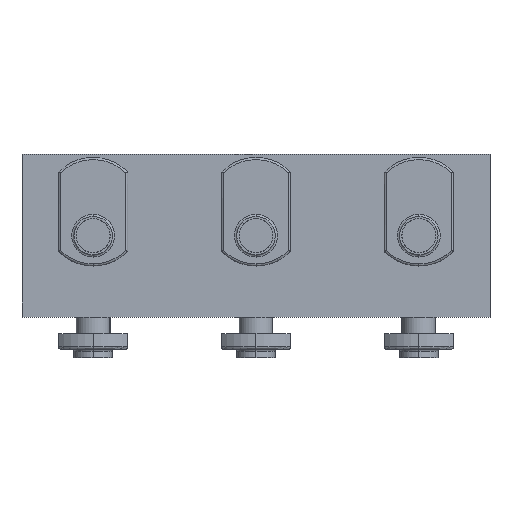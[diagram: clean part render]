
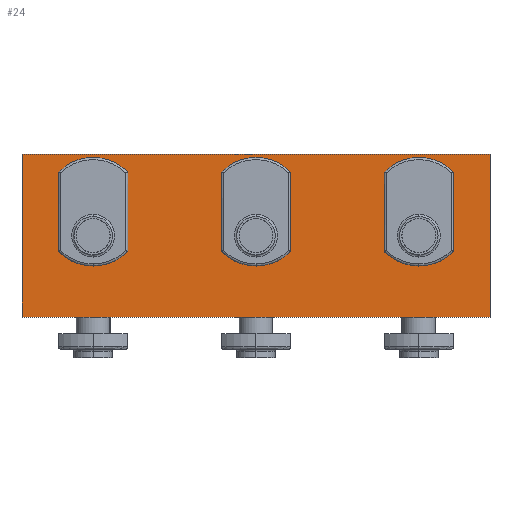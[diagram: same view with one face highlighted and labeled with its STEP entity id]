
A CAD part, front view. The second image highlights one B-rep face of the part: STEP entity #24.
In plain terms, the highlighted planar face has unit normal (0, -1, 0).
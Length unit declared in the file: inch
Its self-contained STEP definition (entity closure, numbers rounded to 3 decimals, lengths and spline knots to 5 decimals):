
#1 = ORIENTED_EDGE ( 'NONE', *, *, #2758, .F. ) ;
#20 = EDGE_LOOP ( 'NONE', ( #1, #2713 ) ) ;
#24 = ADVANCED_FACE ( 'NONE', ( #660, #661, #662, #663 ), #664, .T. ) ;
#161 = VERTEX_POINT ( 'NONE', #1657 ) ;
#167 = VERTEX_POINT ( 'NONE', #1683 ) ;
#182 = EDGE_CURVE ( 'NONE', #284, #161, #390, .T. ) ;
#186 = EDGE_CURVE ( 'NONE', #167, #2815, #409, .T. ) ;
#198 = VERTEX_POINT ( 'NONE', #476 ) ;
#215 = EDGE_CURVE ( 'NONE', #618, #198, #625, .T. ) ;
#260 = CARTESIAN_POINT ( 'NONE',  ( 2.155, 0., 1.5 ) ) ;
#284 = VERTEX_POINT ( 'NONE', #913 ) ;
#373 = LINE ( 'NONE', #374, #375 ) ;
#374 = CARTESIAN_POINT ( 'NONE',  ( 2.155, 0., 1.5 ) ) ;
#375 = VECTOR ( 'NONE', #376, 39.37008 ) ;
#376 = DIRECTION ( 'NONE',  ( 0., 0., -1. ) ) ;
#385 = CARTESIAN_POINT ( 'NONE',  ( -2.155, 0., 1.5 ) ) ;
#390 = CIRCLE ( 'NONE', #391, 0.164 ) ;
#391 = AXIS2_PLACEMENT_3D ( 'NONE', #392, #393, #394 ) ;
#392 = CARTESIAN_POINT ( 'NONE',  ( 0., 0., 0.75 ) ) ;
#393 = DIRECTION ( 'NONE',  ( 0., -1., 0. ) ) ;
#394 = DIRECTION ( 'NONE',  ( 0., 0., -1. ) ) ;
#409 = LINE ( 'NONE', #410, #411 ) ;
#410 = CARTESIAN_POINT ( 'NONE',  ( -2.155, 0., 0. ) ) ;
#411 = VECTOR ( 'NONE', #412, 39.37008 ) ;
#412 = DIRECTION ( 'NONE',  ( 1., 0., 0. ) ) ;
#476 = CARTESIAN_POINT ( 'NONE',  ( 1.5, 0., 0.586 ) ) ;
#478 = CIRCLE ( 'NONE', #479, 0.164 ) ;
#479 = AXIS2_PLACEMENT_3D ( 'NONE', #480, #481, #482 ) ;
#480 = CARTESIAN_POINT ( 'NONE',  ( -1.5, 0., 0.75 ) ) ;
#481 = DIRECTION ( 'NONE',  ( 0., -1., 0. ) ) ;
#482 = DIRECTION ( 'NONE',  ( 0., 0., -1. ) ) ;
#513 = EDGE_CURVE ( 'NONE', #2637, #1349, #1047, .T. ) ;
#573 = CARTESIAN_POINT ( 'NONE',  ( 2.155, 0., 0. ) ) ;
#618 = VERTEX_POINT ( 'NONE', #1111 ) ;
#624 = CARTESIAN_POINT ( 'NONE',  ( -1.5, 0., 0.914 ) ) ;
#625 = CIRCLE ( 'NONE', #626, 0.164 ) ;
#626 = AXIS2_PLACEMENT_3D ( 'NONE', #627, #628, #629 ) ;
#627 = CARTESIAN_POINT ( 'NONE',  ( 1.5, 0., 0.75 ) ) ;
#628 = DIRECTION ( 'NONE',  ( 0., -1., 0. ) ) ;
#629 = DIRECTION ( 'NONE',  ( 0., 0., -1. ) ) ;
#660 = FACE_BOUND ( 'NONE', #20, .T. ) ;
#661 = FACE_BOUND ( 'NONE', #2700, .T. ) ;
#662 = FACE_OUTER_BOUND ( 'NONE', #2541, .T. ) ;
#663 = FACE_BOUND ( 'NONE', #2428, .T. ) ;
#664 = PLANE ( 'NONE',  #665 ) ;
#665 = AXIS2_PLACEMENT_3D ( 'NONE', #666, #667, #668 ) ;
#666 = CARTESIAN_POINT ( 'NONE',  ( -2.155, 0., 1.5 ) ) ;
#667 = DIRECTION ( 'NONE',  ( 0., -1., 0. ) ) ;
#668 = DIRECTION ( 'NONE',  ( 0., 0., -1. ) ) ;
#869 = ORIENTED_EDGE ( 'NONE', *, *, #513, .F. ) ;
#913 = CARTESIAN_POINT ( 'NONE',  ( 0., 0., 0.914 ) ) ;
#1042 = CIRCLE ( 'NONE', #1043, 0.164 ) ;
#1043 = AXIS2_PLACEMENT_3D ( 'NONE', #1044, #1045, #1046 ) ;
#1044 = CARTESIAN_POINT ( 'NONE',  ( 1.5, 0., 0.75 ) ) ;
#1045 = DIRECTION ( 'NONE',  ( 0., -1., 0. ) ) ;
#1046 = DIRECTION ( 'NONE',  ( 0., 0., -1. ) ) ;
#1047 = LINE ( 'NONE', #1048, #1049 ) ;
#1048 = CARTESIAN_POINT ( 'NONE',  ( -2.155, 0., 1.5 ) ) ;
#1049 = VECTOR ( 'NONE', #1050, 39.37008 ) ;
#1050 = DIRECTION ( 'NONE',  ( 1., 0., 0. ) ) ;
#1111 = CARTESIAN_POINT ( 'NONE',  ( 1.5, 0., 0.914 ) ) ;
#1249 = LINE ( 'NONE', #1250, #1251 ) ;
#1250 = CARTESIAN_POINT ( 'NONE',  ( -2.155, 0., 1.5 ) ) ;
#1251 = VECTOR ( 'NONE', #1252, 39.37008 ) ;
#1252 = DIRECTION ( 'NONE',  ( 0., 0., -1. ) ) ;
#1349 = VERTEX_POINT ( 'NONE', #260 ) ;
#1361 = CIRCLE ( 'NONE', #1362, 0.164 ) ;
#1362 = AXIS2_PLACEMENT_3D ( 'NONE', #1363, #1364, #1365 ) ;
#1363 = CARTESIAN_POINT ( 'NONE',  ( 0., 0., 0.75 ) ) ;
#1364 = DIRECTION ( 'NONE',  ( 0., -1., 0. ) ) ;
#1365 = DIRECTION ( 'NONE',  ( 0., 0., -1. ) ) ;
#1376 = CARTESIAN_POINT ( 'NONE',  ( -1.5, 0., 0.586 ) ) ;
#1535 = CIRCLE ( 'NONE', #1536, 0.164 ) ;
#1536 = AXIS2_PLACEMENT_3D ( 'NONE', #1537, #1538, #1539 ) ;
#1537 = CARTESIAN_POINT ( 'NONE',  ( -1.5, 0., 0.75 ) ) ;
#1538 = DIRECTION ( 'NONE',  ( 0., -1., 0. ) ) ;
#1539 = DIRECTION ( 'NONE',  ( 0., 0., -1. ) ) ;
#1562 = EDGE_CURVE ( 'NONE', #1349, #2815, #373, .T. ) ;
#1657 = CARTESIAN_POINT ( 'NONE',  ( 0., 0., 0.586 ) ) ;
#1683 = CARTESIAN_POINT ( 'NONE',  ( -2.155, 0., 0. ) ) ;
#2076 = ORIENTED_EDGE ( 'NONE', *, *, #1562, .F. ) ;
#2428 = EDGE_LOOP ( 'NONE', ( #2746, #2678 ) ) ;
#2524 = ORIENTED_EDGE ( 'NONE', *, *, #186, .T. ) ;
#2541 = EDGE_LOOP ( 'NONE', ( #2076, #869, #2599, #2524 ) ) ;
#2560 = ORIENTED_EDGE ( 'NONE', *, *, #2601, .F. ) ;
#2569 = EDGE_CURVE ( 'NONE', #2637, #167, #1249, .T. ) ;
#2580 = VERTEX_POINT ( 'NONE', #1376 ) ;
#2599 = ORIENTED_EDGE ( 'NONE', *, *, #2569, .T. ) ;
#2601 = EDGE_CURVE ( 'NONE', #2660, #2580, #1535, .T. ) ;
#2637 = VERTEX_POINT ( 'NONE', #385 ) ;
#2644 = EDGE_CURVE ( 'NONE', #2580, #2660, #478, .T. ) ;
#2655 = ORIENTED_EDGE ( 'NONE', *, *, #2644, .F. ) ;
#2660 = VERTEX_POINT ( 'NONE', #624 ) ;
#2678 = ORIENTED_EDGE ( 'NONE', *, *, #215, .F. ) ;
#2700 = EDGE_LOOP ( 'NONE', ( #2655, #2560 ) ) ;
#2713 = ORIENTED_EDGE ( 'NONE', *, *, #182, .F. ) ;
#2717 = EDGE_CURVE ( 'NONE', #198, #618, #1042, .T. ) ;
#2746 = ORIENTED_EDGE ( 'NONE', *, *, #2717, .F. ) ;
#2758 = EDGE_CURVE ( 'NONE', #161, #284, #1361, .T. ) ;
#2815 = VERTEX_POINT ( 'NONE', #573 ) ;
